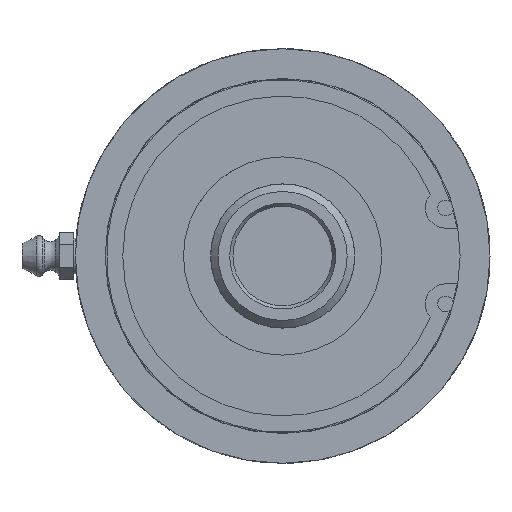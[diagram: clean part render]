
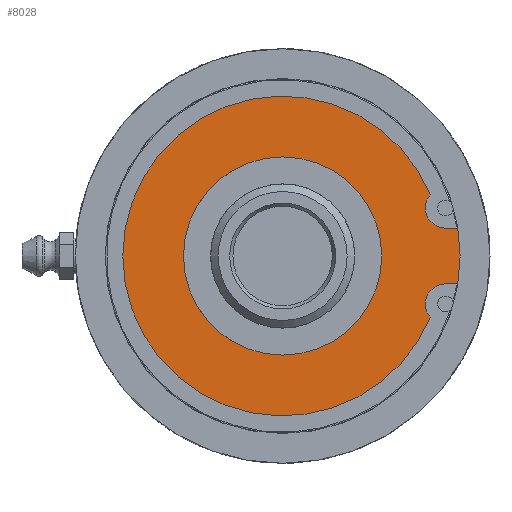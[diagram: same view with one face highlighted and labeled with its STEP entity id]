
A CAD part, left-side view. The second image highlights one B-rep face of the part: STEP entity #8028.
In plain terms, the highlighted planar face has unit normal (-1, 0, 0).
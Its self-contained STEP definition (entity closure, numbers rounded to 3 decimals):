
#72=FACE_BOUND('',#1928,.T.);
#1434=FACE_OUTER_BOUND('',#1927,.T.);
#1927=EDGE_LOOP('',(#7285,#7286,#7287,#7288,#7289,#7290));
#1928=EDGE_LOOP('',(#7291,#7292));
#2351=LINE('',#58642,#2774);
#2352=LINE('',#58650,#2775);
#2774=VECTOR('',#10148,10.);
#2775=VECTOR('',#10155,10.);
#3037=CIRCLE('',#8530,17.4);
#3038=CIRCLE('',#8531,17.4);
#3089=CIRCLE('',#8620,3.556);
#3090=CIRCLE('',#8621,28.142);
#3091=CIRCLE('',#8622,3.556);
#3092=CIRCLE('',#8623,33.45);
#3801=VERTEX_POINT('',#58417);
#3802=VERTEX_POINT('',#58418);
#3860=VERTEX_POINT('',#58640);
#3861=VERTEX_POINT('',#58641);
#3862=VERTEX_POINT('',#58643);
#3863=VERTEX_POINT('',#58645);
#3864=VERTEX_POINT('',#58647);
#3865=VERTEX_POINT('',#58649);
#4920=EDGE_CURVE('',#3801,#3802,#3037,.T.);
#4921=EDGE_CURVE('',#3802,#3801,#3038,.T.);
#5014=EDGE_CURVE('',#3860,#3861,#2351,.T.);
#5015=EDGE_CURVE('',#3861,#3862,#3089,.T.);
#5016=EDGE_CURVE('',#3862,#3863,#3090,.T.);
#5017=EDGE_CURVE('',#3863,#3864,#3091,.T.);
#5018=EDGE_CURVE('',#3864,#3865,#2352,.T.);
#5019=EDGE_CURVE('',#3865,#3860,#3092,.T.);
#7285=ORIENTED_EDGE('',*,*,#5014,.T.);
#7286=ORIENTED_EDGE('',*,*,#5015,.T.);
#7287=ORIENTED_EDGE('',*,*,#5016,.T.);
#7288=ORIENTED_EDGE('',*,*,#5017,.T.);
#7289=ORIENTED_EDGE('',*,*,#5018,.T.);
#7290=ORIENTED_EDGE('',*,*,#5019,.T.);
#7291=ORIENTED_EDGE('',*,*,#4920,.T.);
#7292=ORIENTED_EDGE('',*,*,#4921,.T.);
#7595=PLANE('',#8619);
#8028=ADVANCED_FACE('',(#1434,#72),#7595,.F.);
#8530=AXIS2_PLACEMENT_3D('',#58419,#9942,#9943);
#8531=AXIS2_PLACEMENT_3D('',#58420,#9944,#9945);
#8619=AXIS2_PLACEMENT_3D('',#58639,#10146,#10147);
#8620=AXIS2_PLACEMENT_3D('',#58644,#10149,#10150);
#8621=AXIS2_PLACEMENT_3D('',#58646,#10151,#10152);
#8622=AXIS2_PLACEMENT_3D('',#58648,#10153,#10154);
#8623=AXIS2_PLACEMENT_3D('',#58651,#10156,#10157);
#9942=DIRECTION('center_axis',(1.,0.,0.));
#9943=DIRECTION('ref_axis',(0.,1.,0.));
#9944=DIRECTION('center_axis',(1.,0.,0.));
#9945=DIRECTION('ref_axis',(0.,1.,0.));
#10146=DIRECTION('center_axis',(1.,0.,0.));
#10147=DIRECTION('ref_axis',(0.,0.,-1.));
#10148=DIRECTION('',(0.,1.,0.));
#10149=DIRECTION('center_axis',(1.,0.,0.));
#10150=DIRECTION('ref_axis',(0.,0.754,0.657));
#10151=DIRECTION('center_axis',(-1.,0.,0.));
#10152=DIRECTION('ref_axis',(0.,0.924,-0.384));
#10153=DIRECTION('center_axis',(1.,0.,0.));
#10154=DIRECTION('ref_axis',(0.,0.,1.));
#10155=DIRECTION('',(0.,-1.,0.));
#10156=DIRECTION('center_axis',(-1.,0.,0.));
#10157=DIRECTION('ref_axis',(0.,1.,0.));
#58417=CARTESIAN_POINT('',(4.775,17.4,0.));
#58418=CARTESIAN_POINT('',(4.775,-17.4,0.));
#58419=CARTESIAN_POINT('Origin',(4.775,0.,0.));
#58420=CARTESIAN_POINT('Origin',(4.775,0.,0.));
#58639=CARTESIAN_POINT('Origin',(4.775,24.275,0.));
#58640=CARTESIAN_POINT('',(4.775,-33.089,4.902));
#58641=CARTESIAN_POINT('',(4.775,-28.672,4.902));
#58642=CARTESIAN_POINT('',(4.775,-2.199,4.902));
#58643=CARTESIAN_POINT('',(4.775,-25.99,10.793));
#58644=CARTESIAN_POINT('Origin',(4.775,-28.672,8.458));
#58645=CARTESIAN_POINT('',(4.775,-25.99,-10.793));
#58646=CARTESIAN_POINT('Origin',(4.775,0.,0.));
#58647=CARTESIAN_POINT('',(4.775,-28.672,-4.902));
#58648=CARTESIAN_POINT('Origin',(4.775,-28.672,-8.458));
#58649=CARTESIAN_POINT('',(4.775,-33.089,-4.902));
#58650=CARTESIAN_POINT('',(4.775,-4.407,-4.902));
#58651=CARTESIAN_POINT('Origin',(4.775,0.,0.));
